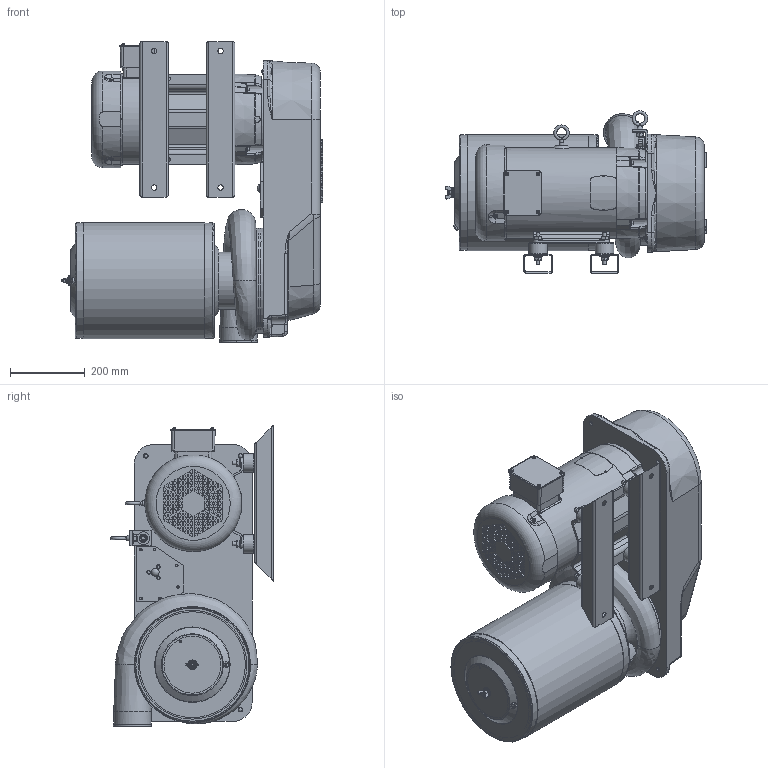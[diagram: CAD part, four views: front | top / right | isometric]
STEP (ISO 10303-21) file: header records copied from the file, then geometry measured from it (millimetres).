
FILE_DESCRIPTION(/* description */ (''),/* implementation_level */ '2;1');
FILE_NAME(/* name */ 'BAM15xB006_B.stp',/* time_stamp */ '2023-03-13T14:55:18-04:00',/* author */ ('James'),/* organization */ (''),/* preprocessor_version */ 'ST-DEVELOPER v18.1',/* originating_system */ 'Autodesk Inventor 2021',/* authorisation */ '');
FILE_SCHEMA (('AUTOMOTIVE_DESIGN { 1 0 10303 214 3 1 1 }'));
Length unit declared in the file: inch
Products named in the file (1): BAM15xB LARGE FILTER, HORIZ render_Shrinkwrap_1
Bounding box: 699.63 x 434.81 x 804.39 mm (x, y, z)
Volume: 88930725.6 mm3; surface area: 2608912 mm2
Topology: 2 solids, 2 shells, 3286 faces, 8354 edges, 5391 vertices
Faces by surface type: plane 1436, cylinder 1085, cone 302, bspline 291, torus 100, sphere 72
Full cylindrical faces by diameter (mm): 2.946 x3, 3.175 x1, 4.701 x4, 4.826 x3, 6.376 x36, 6.624 x1, 6.647 x44, 7.163 x1, 7.463 x6, 7.937 x4, 8.5 x3, 8.839 x4, 9.525 x5, 9.652 x1, 9.754 x3, 10 x16, 10.162 x12, 10.5 x4, 10.516 x3, 10.719 x4, 10.922 x6, 11.125 x8, 12 x4, 12.548 x1, 12.7 x15, 14.275 x1, 14.287 x1, 14.3 x4, 19.05 x1, 21 x1
Entity records: 157613 total; most frequent: CARTESIAN_POINT 79986, ORIENTED_EDGE 16698, DIRECTION 15644, EDGE_CURVE 8349, AXIS2_PLACEMENT_3D 5785, VERTEX_POINT 5391, LINE 4074, VECTOR 4074
